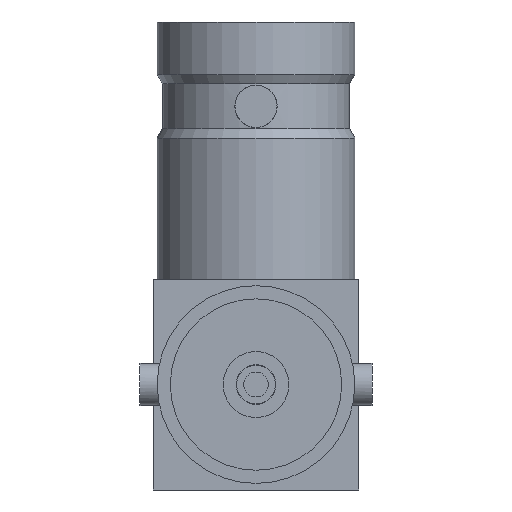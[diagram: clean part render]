
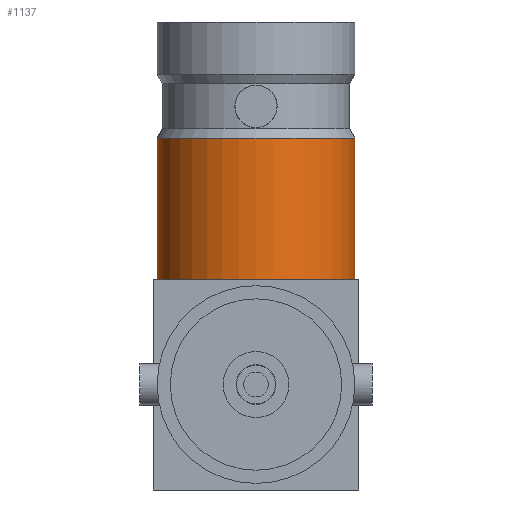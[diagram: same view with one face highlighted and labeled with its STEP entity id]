
A CAD part, front view. The second image highlights one B-rep face of the part: STEP entity #1137.
In plain terms, the highlighted cylindrical face has radius 4.763 mm (diameter 9.525 mm), a partial arc.
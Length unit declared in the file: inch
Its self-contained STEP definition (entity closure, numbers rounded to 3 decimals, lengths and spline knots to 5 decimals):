
#832 = EDGE_CURVE ( 'NONE', #976, #977, #1946, .T. ) ;
#970 = VERTEX_POINT ( 'NONE', #2258 ) ;
#971 = EDGE_CURVE ( 'NONE', #976, #970, #2197, .T. ) ;
#973 = EDGE_CURVE ( 'NONE', #977, #975, #2193, .T. ) ;
#975 = VERTEX_POINT ( 'NONE', #2320 ) ;
#976 = VERTEX_POINT ( 'NONE', #2319 ) ;
#977 = VERTEX_POINT ( 'NONE', #2318 ) ;
#1136 = EDGE_CURVE ( 'NONE', #970, #975, #2439, .T. ) ;
#1137 = ADVANCED_FACE ( 'NONE', ( #2435 ), #2434, .T. ) ;
#1138 = EDGE_LOOP ( 'NONE', ( #1139, #1140, #1213, #1214 ) ) ;
#1139 = ORIENTED_EDGE ( 'NONE', *, *, #973, .F. ) ;
#1140 = ORIENTED_EDGE ( 'NONE', *, *, #832, .F. ) ;
#1213 = ORIENTED_EDGE ( 'NONE', *, *, #971, .T. ) ;
#1214 = ORIENTED_EDGE ( 'NONE', *, *, #1136, .T. ) ;
#1942 = DIRECTION ( 'NONE',  ( 1., 0., 0. ) ) ;
#1943 = DIRECTION ( 'NONE',  ( 0., 0., -1. ) ) ;
#1944 = CARTESIAN_POINT ( 'NONE',  ( 0., 0., 0.2 ) ) ;
#1945 = AXIS2_PLACEMENT_3D ( 'NONE', #1944, #1943, #1942 ) ;
#1946 = CIRCLE ( 'NONE', #1945, 0.1875 ) ;
#2191 = VECTOR ( 'NONE', #2321, 39.37008 ) ;
#2192 = CARTESIAN_POINT ( 'NONE',  ( -0.1875, 0., -0.18754 ) ) ;
#2193 = LINE ( 'NONE', #2192, #2191 ) ;
#2194 = DIRECTION ( 'NONE',  ( 0., 0., 1. ) ) ;
#2195 = VECTOR ( 'NONE', #2194, 39.37008 ) ;
#2196 = CARTESIAN_POINT ( 'NONE',  ( 0.1875, 0., -0.18754 ) ) ;
#2197 = LINE ( 'NONE', #2196, #2195 ) ;
#2258 = CARTESIAN_POINT ( 'NONE',  ( 0.1875, 0., 0.4675 ) ) ;
#2318 = CARTESIAN_POINT ( 'NONE',  ( -0.1875, 0., 0.2 ) ) ;
#2319 = CARTESIAN_POINT ( 'NONE',  ( 0.1875, 0., 0.2 ) ) ;
#2320 = CARTESIAN_POINT ( 'NONE',  ( -0.1875, 0., 0.4675 ) ) ;
#2321 = DIRECTION ( 'NONE',  ( 0., 0., 1. ) ) ;
#2429 = DIRECTION ( 'NONE',  ( 1., 0., 0. ) ) ;
#2430 = DIRECTION ( 'NONE',  ( 0., 0., 1. ) ) ;
#2431 = CARTESIAN_POINT ( 'NONE',  ( 0., 0., -0.18754 ) ) ;
#2432 = AXIS2_PLACEMENT_3D ( 'NONE', #2431, #2430, #2429 ) ;
#2434 = CYLINDRICAL_SURFACE ( 'NONE', #2432, 0.1875 ) ;
#2435 = FACE_OUTER_BOUND ( 'NONE', #1138, .T. ) ;
#2436 = DIRECTION ( 'NONE',  ( -1., 0., 0. ) ) ;
#2437 = DIRECTION ( 'NONE',  ( 0., 0., -1. ) ) ;
#2438 = AXIS2_PLACEMENT_3D ( 'NONE', #2443, #2437, #2436 ) ;
#2439 = CIRCLE ( 'NONE', #2438, 0.1875 ) ;
#2443 = CARTESIAN_POINT ( 'NONE',  ( 0., 0., 0.4675 ) ) ;
